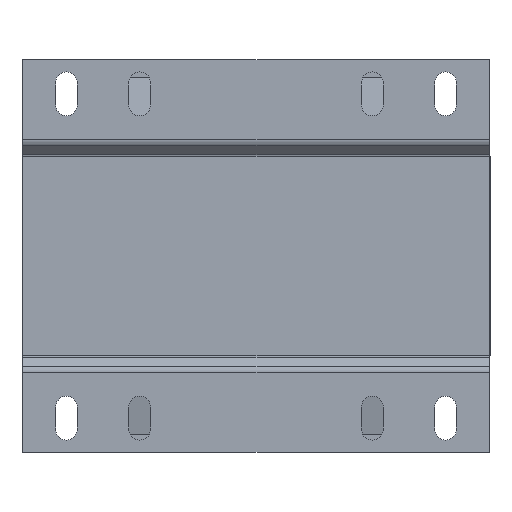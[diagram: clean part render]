
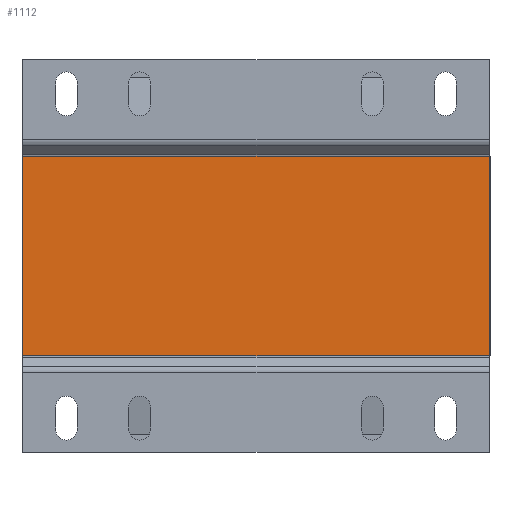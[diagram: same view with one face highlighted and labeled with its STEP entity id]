
A CAD part, front view. The second image highlights one B-rep face of the part: STEP entity #1112.
In plain terms, the highlighted planar face has unit normal (0, -1, 0).
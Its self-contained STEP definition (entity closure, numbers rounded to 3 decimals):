
#285 = VECTOR ( 'NONE', #6372, 1000. ) ;
#416 = CARTESIAN_POINT ( 'NONE',  ( 0., -82.5, -41. ) ) ;
#924 = EDGE_CURVE ( 'NONE', #2465, #8017, #8985, .T. ) ;
#1112 = ADVANCED_FACE ( 'NONE', ( #6532 ), #5967, .F. ) ;
#1179 = AXIS2_PLACEMENT_3D ( 'NONE', #6821, #1661, #10247 ) ;
#1439 = CARTESIAN_POINT ( 'NONE',  ( 95.75, -82.5, 41. ) ) ;
#1661 = DIRECTION ( 'NONE',  ( 0., 1., 0. ) ) ;
#2455 = EDGE_LOOP ( 'NONE', ( #8484, #8427, #4076, #6617 ) ) ;
#2465 = VERTEX_POINT ( 'NONE', #5609 ) ;
#2474 = DIRECTION ( 'NONE',  ( -1., 0., 0. ) ) ;
#3537 = LINE ( 'NONE', #10915, #11243 ) ;
#4076 = ORIENTED_EDGE ( 'NONE', *, *, #11140, .T. ) ;
#4245 = CARTESIAN_POINT ( 'NONE',  ( -95.75, -82.5, -41. ) ) ;
#5609 = CARTESIAN_POINT ( 'NONE',  ( 95.75, -82.5, -41. ) ) ;
#5917 = VERTEX_POINT ( 'NONE', #8716 ) ;
#5967 = PLANE ( 'NONE',  #1179 ) ;
#6332 = CARTESIAN_POINT ( 'NONE',  ( -95.75, -82.5, 80.5 ) ) ;
#6372 = DIRECTION ( 'NONE',  ( 0., 0., 1. ) ) ;
#6532 = FACE_OUTER_BOUND ( 'NONE', #2455, .T. ) ;
#6617 = ORIENTED_EDGE ( 'NONE', *, *, #10841, .F. ) ;
#6821 = CARTESIAN_POINT ( 'NONE',  ( 0., -82.5, 0. ) ) ;
#6969 = VERTEX_POINT ( 'NONE', #1439 ) ;
#7189 = LINE ( 'NONE', #6332, #285 ) ;
#7380 = CARTESIAN_POINT ( 'NONE',  ( 95.75, -82.5, 80.5 ) ) ;
#8017 = VERTEX_POINT ( 'NONE', #4245 ) ;
#8427 = ORIENTED_EDGE ( 'NONE', *, *, #9464, .F. ) ;
#8484 = ORIENTED_EDGE ( 'NONE', *, *, #924, .F. ) ;
#8716 = CARTESIAN_POINT ( 'NONE',  ( -95.75, -82.5, 41. ) ) ;
#8939 = LINE ( 'NONE', #7380, #10160 ) ;
#8985 = LINE ( 'NONE', #416, #10358 ) ;
#9185 = DIRECTION ( 'NONE',  ( 0., 0., -1. ) ) ;
#9464 = EDGE_CURVE ( 'NONE', #6969, #2465, #8939, .T. ) ;
#9991 = DIRECTION ( 'NONE',  ( -1., 0., 0. ) ) ;
#10160 = VECTOR ( 'NONE', #9185, 1000. ) ;
#10247 = DIRECTION ( 'NONE',  ( 1., 0., 0. ) ) ;
#10358 = VECTOR ( 'NONE', #9991, 1000. ) ;
#10841 = EDGE_CURVE ( 'NONE', #8017, #5917, #7189, .T. ) ;
#10915 = CARTESIAN_POINT ( 'NONE',  ( 0., -82.5, 41. ) ) ;
#11140 = EDGE_CURVE ( 'NONE', #6969, #5917, #3537, .T. ) ;
#11243 = VECTOR ( 'NONE', #2474, 1000. ) ;
